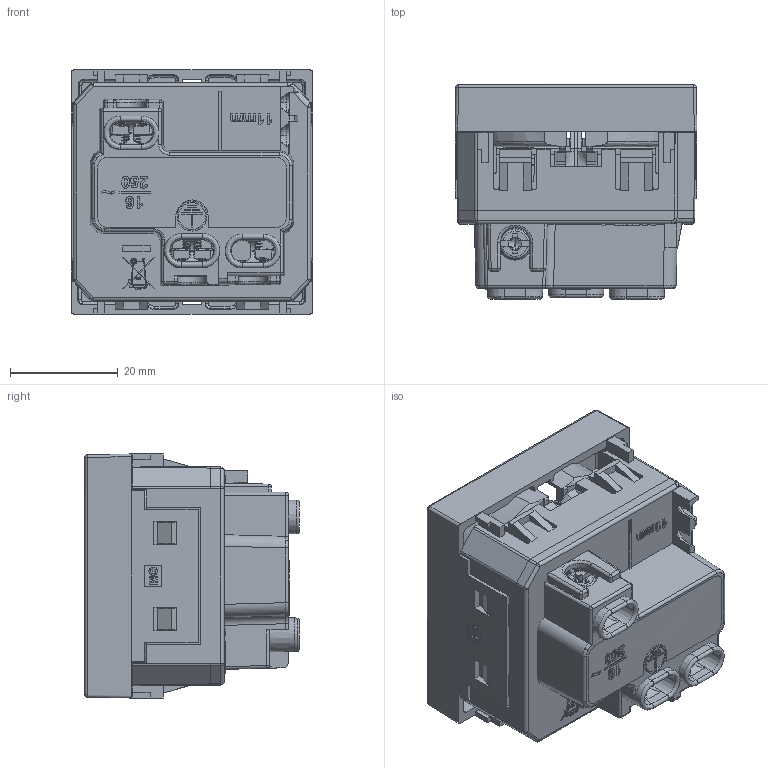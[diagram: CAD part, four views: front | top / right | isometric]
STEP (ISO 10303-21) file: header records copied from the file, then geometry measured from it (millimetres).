
FILE_DESCRIPTION (( 'STEP AP214' ), '1' );
FILE_NAME ('4BOX-P40-MATIX-GO.STEP', '2024-08-22T23:56:49', ( '' ), ( '' ), 'SwSTEP 2.0', 'SolidWorks 2016', '' );
FILE_SCHEMA (( 'AUTOMOTIVE_DESIGN' ));
Length unit declared in the file: millimetre
Products named in the file (12): LF40207--1300_ASM; 4BOX-P40脣釱菁釱-MG-20240809; 31285044-; LF40207047-; LF40207042-; D801005049--; M3_5X6-; 4BOX-P40-MATIX-GO; LF40207-MG010; BHDP-; 2_5000; LK40207050
Assembly tree (16 placements, depth 3):
  4BOX-P40-MATIX-GO
    LF40207--1300_ASM
      LF40207042-  x2
      LK40207050  x3
      M3_5X6-  x3
      D801005049--
      2_5000
      LF40207047-
      31285044-
      BHDP-
    LF40207-MG010
    4BOX-P40脣釱菁釱-MG-20240809
Bounding box: 44.82 x 39.7 x 45.22 mm (x, y, z)
Volume: 21492.4 mm3; surface area: 35738.7 mm2
Topology: 17 solids, 17 shells, 3838 faces, 10750 edges, 6953 vertices
Faces by surface type: plane 2178, cylinder 796, bspline 658, cone 176, torus 29, sphere 1
Entity records: 149034 total; most frequent: CARTESIAN_POINT 73195, ORIENTED_EDGE 17996, DIRECTION 11820, EDGE_CURVE 8998, VERTEX_POINT 5839, LINE 4826, VECTOR 4826, AXIS2_PLACEMENT_3D 3497
